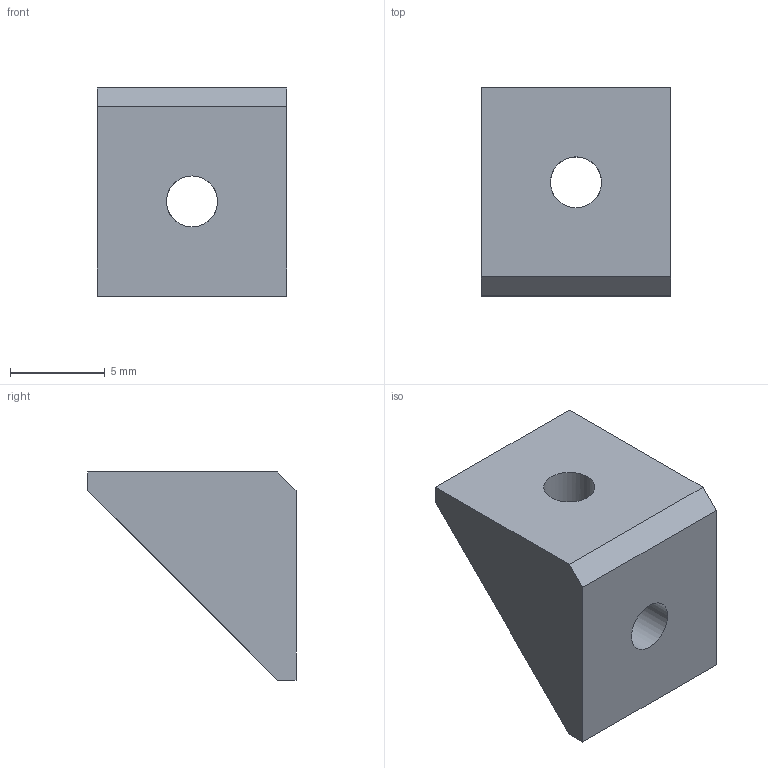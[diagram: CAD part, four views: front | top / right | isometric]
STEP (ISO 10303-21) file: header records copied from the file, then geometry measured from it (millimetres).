
FILE_DESCRIPTION(/* description */ ('CAx-IF Rec.Pracs.---Representation and Presentation of Product Manufacturing Information (PMI)---4.0---2014-10-13','CAx-IF Rec.Pracs.---3D Tessellated Geometry---0.4---2014-09-14','2;1'),/* implementation_level */ '2;1');
FILE_NAME(/* name */ 'V05-07-05 - Enclosure top panel corner',/* time_stamp */ '2022-03-25T17:28:42+03:00',/* author */ (''),/* organization */ (''),/* preprocessor_version */ 'ST-DEVELOPER v16.7',/* originating_system */ 'SIEMENS PLM Software NX 1911',/* authorisation */ $);
FILE_SCHEMA (('AP242_MANAGED_MODEL_BASED_3D_ENGINEERING_MIM_LF { 1 0 10303 442 1 1 4 }'));
Length unit declared in the file: millimetre
Products named in the file (1): V05-07-05 - Enclosure top panel corner
Bounding box: 10 x 11 x 11 mm (x, y, z)
Volume: 642.8 mm3; surface area: 584.2 mm2
Topology: 1 solids, 1 shells, 10 faces, 26 edges, 17 vertices
Faces by surface type: plane 8, cylinder 2
Full cylindrical faces by diameter (mm): 2.7 x2
Entity records: 334 total; most frequent: CARTESIAN_POINT 66, ORIENTED_EDGE 52, DIRECTION 46, EDGE_CURVE 26, LINE 20, VECTOR 20, VERTEX_POINT 17, EDGE_LOOP 13
